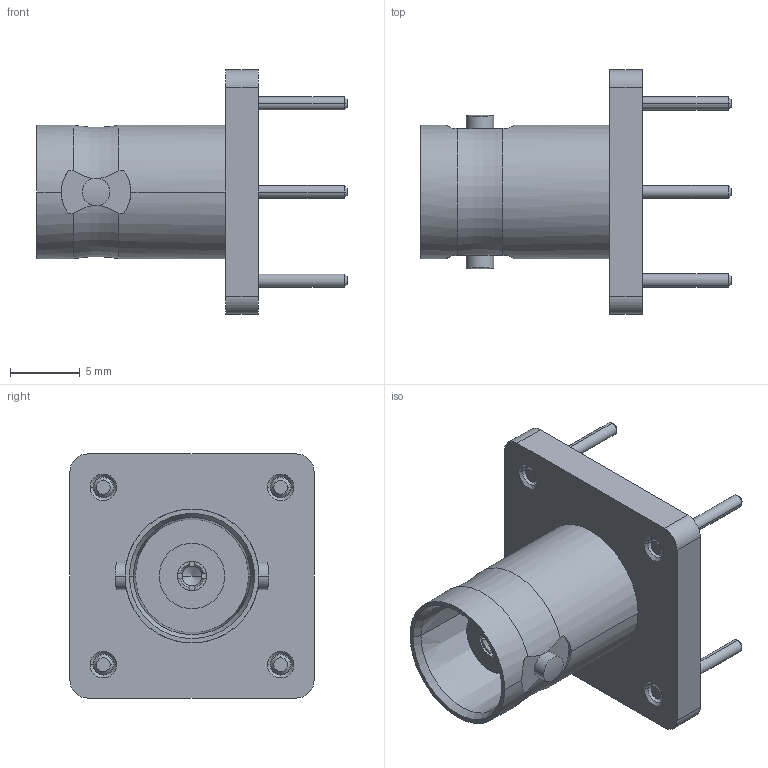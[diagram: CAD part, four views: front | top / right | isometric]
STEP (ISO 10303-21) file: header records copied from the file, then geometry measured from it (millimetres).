
FILE_DESCRIPTION((''),'2;1');
FILE_NAME('112536_SW0001','2020-02-13T',('Viji'),(''),'CREO PARAMETRIC BY PTC INC, 2018360','CREO PARAMETRIC BY PTC INC, 2018360','');
FILE_SCHEMA(('CONFIG_CONTROL_DESIGN'));
Length unit declared in the file: inch
Products named in the file (1): 112536_SW0001
Bounding box: 22.23 x 17.5 x 17.5 mm (x, y, z)
Volume: 1323.5 mm3; surface area: 1633.9 mm2
Topology: 1 solids, 1 shells, 171 faces, 392 edges, 239 vertices
Faces by surface type: cone 62, cylinder 60, plane 47, torus 2
Entity records: 5050 total; most frequent: CARTESIAN_POINT 1060, DIRECTION 894, ORIENTED_EDGE 780, EDGE_CURVE 390, AXIS2_PLACEMENT_3D 365, VERTEX_POINT 239, CIRCLE 194, EDGE_LOOP 189
